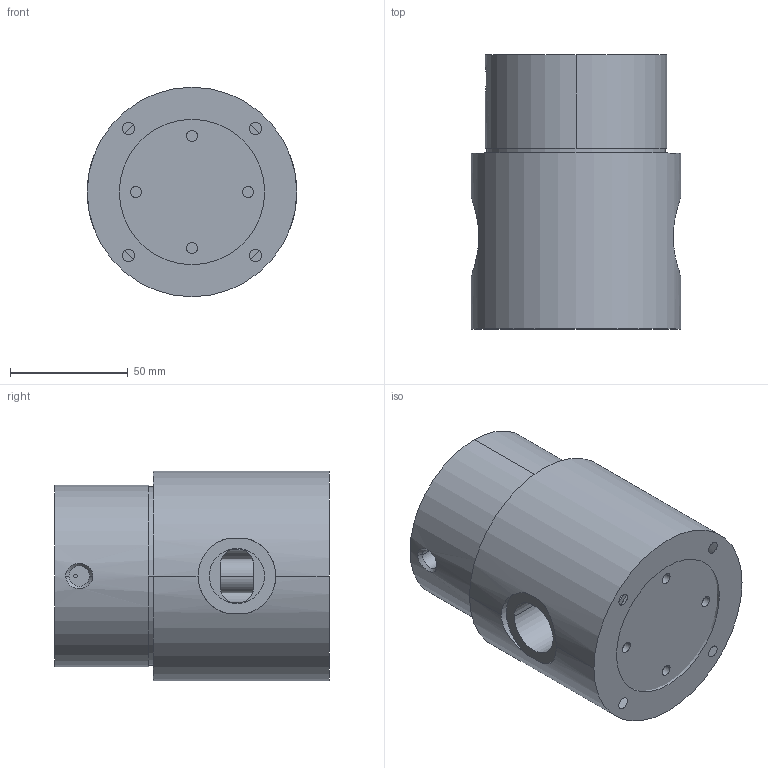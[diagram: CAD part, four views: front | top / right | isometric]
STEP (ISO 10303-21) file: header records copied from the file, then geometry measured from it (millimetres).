
FILE_DESCRIPTION((''),'2;1');
FILE_NAME('BSR075_SW0001','2013-09-12T',('Engineering'),(''),'PRO/ENGINEER BY PARAMETRIC TECHNOLOGY CORPORATION, 2013050','PRO/ENGINEER BY PARAMETRIC TECHNOLOGY CORPORATION, 2013050','');
FILE_SCHEMA(('CONFIG_CONTROL_DESIGN'));
Length unit declared in the file: inch
Products named in the file (1): BSR075_SW0001
Bounding box: 88.9 x 116.35 x 88.9 mm (x, y, z)
Surface area: 61245.1 mm2 (no closed solid volume)
Topology: 0 solids, 18 shells, 137 faces, 424 edges, 308 vertices
Faces by surface type: plane 80, cylinder 34, cone 23
Entity records: 4945 total; most frequent: CARTESIAN_POINT 1159, DIRECTION 804, ORIENTED_EDGE 638, EDGE_CURVE 424, VERTEX_POINT 308, AXIS2_PLACEMENT_3D 275, VECTOR 254, LINE 254
